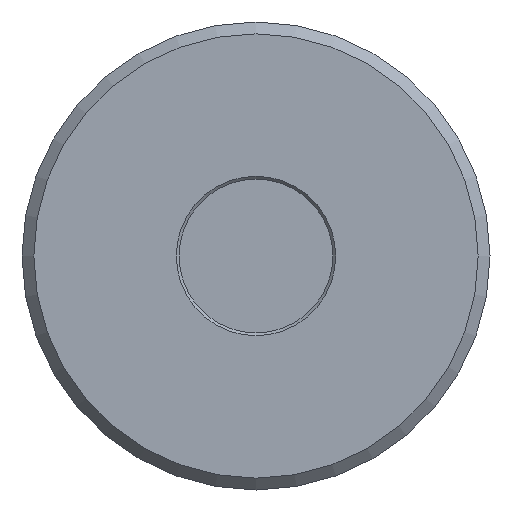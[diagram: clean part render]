
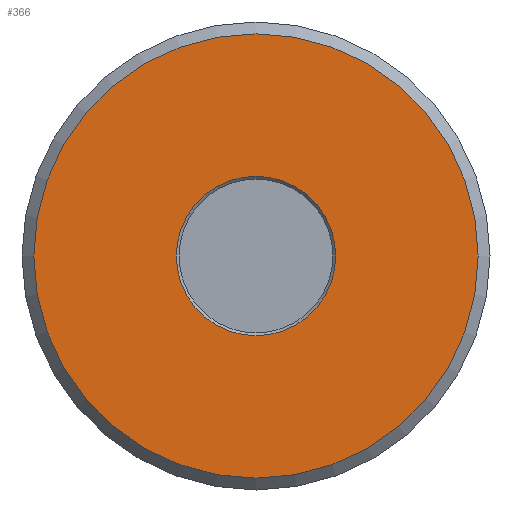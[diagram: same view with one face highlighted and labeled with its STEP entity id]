
A CAD part, front view. The second image highlights one B-rep face of the part: STEP entity #366.
In plain terms, the highlighted planar face has unit normal (0, -1, 0).
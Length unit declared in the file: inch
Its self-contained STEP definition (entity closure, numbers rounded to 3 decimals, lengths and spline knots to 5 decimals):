
#38 = PLANE ( 'NONE',  #233 ) ;
#109 = AXIS2_PLACEMENT_3D ( 'NONE', #113, #407, #416 ) ;
#113 = CARTESIAN_POINT ( 'NONE',  ( 0., 0., 0. ) ) ;
#116 = DIRECTION ( 'NONE',  ( 0., -1., 0. ) ) ;
#138 = DIRECTION ( 'NONE',  ( 0., 0., -1. ) ) ;
#145 = CIRCLE ( 'NONE', #109, 0.20226 ) ;
#149 = EDGE_CURVE ( 'NONE', #481, #481, #323, .T. ) ;
#217 = CARTESIAN_POINT ( 'NONE',  ( -0.20226, 0., 0. ) ) ;
#233 = AXIS2_PLACEMENT_3D ( 'NONE', #217, #116, #138 ) ;
#236 = EDGE_LOOP ( 'NONE', ( #462 ) ) ;
#267 = EDGE_LOOP ( 'NONE', ( #513 ) ) ;
#289 = CARTESIAN_POINT ( 'NONE',  ( 0., 0., 0. ) ) ;
#307 = AXIS2_PLACEMENT_3D ( 'NONE', #289, #358, #357 ) ;
#323 = CIRCLE ( 'NONE', #307, 0.56375 ) ;
#333 = EDGE_CURVE ( 'NONE', #351, #351, #145, .T. ) ;
#351 = VERTEX_POINT ( 'NONE', #486 ) ;
#357 = DIRECTION ( 'NONE',  ( 0., 0., 1. ) ) ;
#358 = DIRECTION ( 'NONE',  ( 0., 1., 0. ) ) ;
#366 = ADVANCED_FACE ( 'NONE', ( #376, #477 ), #38, .T. ) ;
#376 = FACE_BOUND ( 'NONE', #267, .T. ) ;
#407 = DIRECTION ( 'NONE',  ( 0., 1., 0. ) ) ;
#416 = DIRECTION ( 'NONE',  ( 0., 0., 1. ) ) ;
#452 = CARTESIAN_POINT ( 'NONE',  ( 0., 0., 0.56375 ) ) ;
#462 = ORIENTED_EDGE ( 'NONE', *, *, #149, .F. ) ;
#477 = FACE_OUTER_BOUND ( 'NONE', #236, .T. ) ;
#481 = VERTEX_POINT ( 'NONE', #452 ) ;
#486 = CARTESIAN_POINT ( 'NONE',  ( 0., 0., 0.20226 ) ) ;
#513 = ORIENTED_EDGE ( 'NONE', *, *, #333, .T. ) ;
